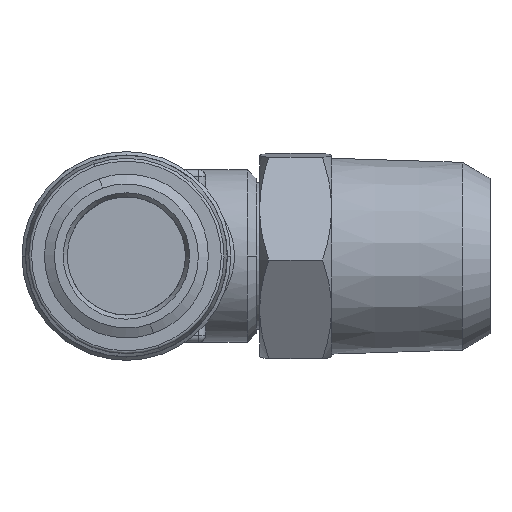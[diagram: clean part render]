
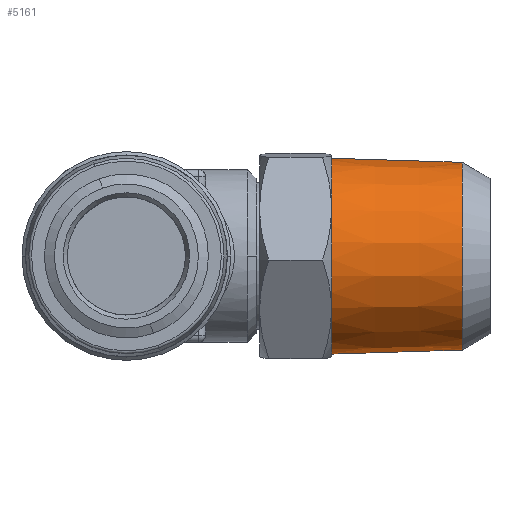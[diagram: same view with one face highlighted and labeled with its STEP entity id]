
A CAD part, left-side view. The second image highlights one B-rep face of the part: STEP entity #5161.
In plain terms, the highlighted conical face has half-angle 1.79 degrees and reference radius 6.52 mm.
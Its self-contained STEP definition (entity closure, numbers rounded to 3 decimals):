
#562 = FACE_OUTER_BOUND ( 'NONE', #718, .T. ) ;
#570 = CONICAL_SURFACE ( 'NONE', #7686, 6.52, 0.031 ) ;
#718 = EDGE_LOOP ( 'NONE', ( #6554, #6555, #6556, #6557 ) ) ;
#770 = DIRECTION ( 'NONE',  ( 0., 1., 0. ) ) ;
#781 = CARTESIAN_POINT ( 'NONE',  ( 0.029, -3.81, -0.012 ) ) ;
#789 = DIRECTION ( 'NONE',  ( -0.033, 0., 0.999 ) ) ;
#2075 = EDGE_CURVE ( 'NONE', #2819, #2820, #4007, .T. ) ;
#2077 = EDGE_CURVE ( 'NONE', #2818, #2816, #4012, .T. ) ;
#2203 = EDGE_CURVE ( 'NONE', #2816, #2820, #4187, .T. ) ;
#2204 = EDGE_CURVE ( 'NONE', #2818, #2819, #4188, .T. ) ;
#2816 = VERTEX_POINT ( 'NONE', #4509 ) ;
#2818 = VERTEX_POINT ( 'NONE', #4511 ) ;
#2819 = VERTEX_POINT ( 'NONE', #4512 ) ;
#2820 = VERTEX_POINT ( 'NONE', #4513 ) ;
#4007 = LINE ( 'NONE', #5728, #4011 ) ;
#4011 = VECTOR ( 'NONE', #5734, 1000. ) ;
#4012 = LINE ( 'NONE', #5735, #4014 ) ;
#4014 = VECTOR ( 'NONE', #5733, 1000. ) ;
#4187 = CIRCLE ( 'NONE', #5591, 6.803 ) ;
#4188 = CIRCLE ( 'NONE', #5592, 6.52 ) ;
#4440 = CARTESIAN_POINT ( 'NONE',  ( 0.029, 5.25, -0.012 ) ) ;
#4441 = DIRECTION ( 'NONE',  ( 0., -1., 0. ) ) ;
#4442 = DIRECTION ( 'NONE',  ( 0.033, 0., -0.999 ) ) ;
#4443 = CARTESIAN_POINT ( 'NONE',  ( 0.029, -3.81, -0.012 ) ) ;
#4444 = DIRECTION ( 'NONE',  ( 0., -1., 0. ) ) ;
#4445 = DIRECTION ( 'NONE',  ( 0.033, 0., -0.999 ) ) ;
#4509 = CARTESIAN_POINT ( 'NONE',  ( -0.197, 5.25, 6.788 ) ) ;
#4511 = CARTESIAN_POINT ( 'NONE',  ( -0.187, -3.81, 6.505 ) ) ;
#4512 = CARTESIAN_POINT ( 'NONE',  ( 0.245, -3.81, -6.528 ) ) ;
#4513 = CARTESIAN_POINT ( 'NONE',  ( 0.254, 5.25, -6.811 ) ) ;
#5161 = ADVANCED_FACE ( 'NONE', ( #562 ), #570, .T. ) ;
#5591 = AXIS2_PLACEMENT_3D ( 'NONE', #4440, #4441, #4442 ) ;
#5592 = AXIS2_PLACEMENT_3D ( 'NONE', #4443, #4444, #4445 ) ;
#5728 = CARTESIAN_POINT ( 'NONE',  ( 0.245, -3.81, -6.528 ) ) ;
#5733 = DIRECTION ( 'NONE',  ( -0.001, 1., 0.031 ) ) ;
#5734 = DIRECTION ( 'NONE',  ( 0.001, 1., -0.031 ) ) ;
#5735 = CARTESIAN_POINT ( 'NONE',  ( -0.187, -3.81, 6.505 ) ) ;
#6554 = ORIENTED_EDGE ( 'NONE', *, *, #2075, .F. ) ;
#6555 = ORIENTED_EDGE ( 'NONE', *, *, #2204, .F. ) ;
#6556 = ORIENTED_EDGE ( 'NONE', *, *, #2077, .T. ) ;
#6557 = ORIENTED_EDGE ( 'NONE', *, *, #2203, .T. ) ;
#7686 = AXIS2_PLACEMENT_3D ( 'NONE', #781, #770, #789 ) ;
